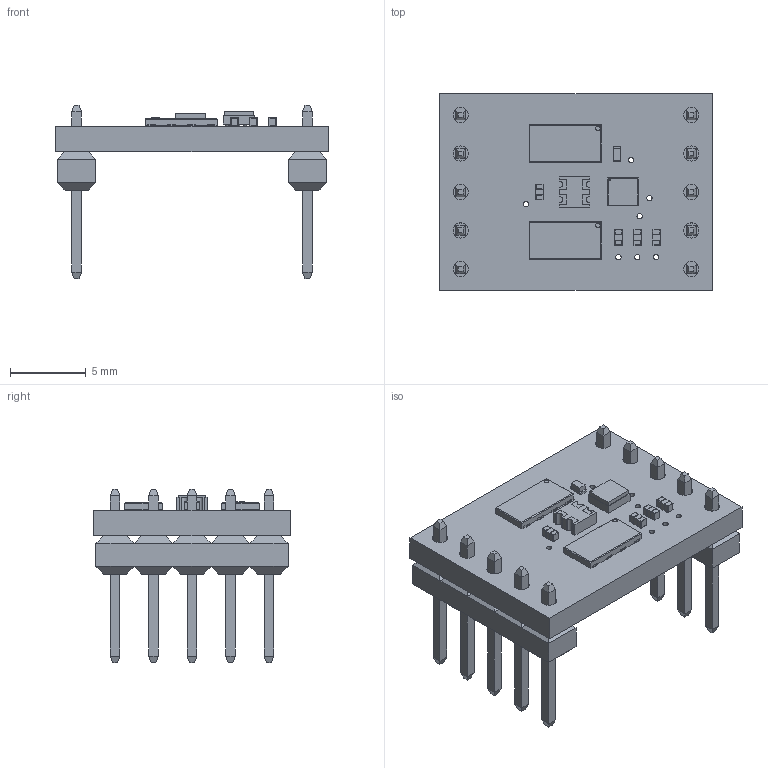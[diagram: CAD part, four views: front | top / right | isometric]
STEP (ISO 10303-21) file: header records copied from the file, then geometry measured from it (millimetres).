
FILE_DESCRIPTION(/* description */ (''),/* implementation_level */ '2;1');
FILE_NAME(/* name */ '73afd02e-03db-4e81-a61c-c996da811f66.stp',/* time_stamp */ '2021-01-17T05:23:03+00:00',/* author */ (''),/* organization */ (''),/* preprocessor_version */ 'ST-DEVELOPER v18.1',/* originating_system */ 'Autodesk Translation Framework v9.7.1.1290',/* authorisation */ '');
FILE_SCHEMA (('AUTOMOTIVE_DESIGN { 1 0 10303 214 3 1 1 }'));
Length unit declared in the file: millimetre
Products named in the file (9): 73afd02e-03db-4e81-a61c-c996da811f66; PCB Component; Board; VEMD8080; MAX86141ENP+T; GREEN; VSMD66694; 10uF/6.3V; 1x05 MALE VERT
Assembly tree (13 placements, depth 3):
  73afd02e-03db-4e81-a61c-c996da811f66
    PCB Component
      Board
      VEMD8080  x2
      MAX86141ENP+T
      GREEN
      VSMD66694
      10uF/6.3V  x4
      1x05 MALE VERT  x2
Bounding box: 18 x 13 x 11.43 mm (x, y, z)
Volume: 571.9 mm3; surface area: 1204 mm2
Topology: 13 solids, 13 shells, 1084 faces, 2542 edges, 1544 vertices
Faces by surface type: plane 747, cylinder 145, bspline 108, sphere 84
Full cylindrical faces by diameter (mm): 0.102 x1, 0.3 x2, 0.35 x9, 1 x10
Entity records: 25952 total; most frequent: CARTESIAN_POINT 9495, ORIENTED_EDGE 3334, DIRECTION 2819, EDGE_CURVE 1667, LINE 1283, VECTOR 1283, VERTEX_POINT 1066, EDGE_LOOP 781
